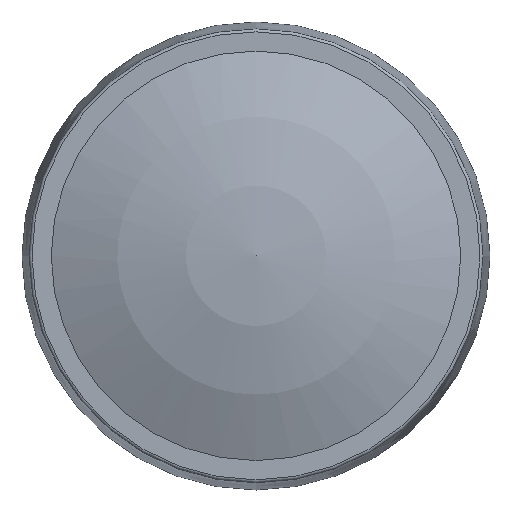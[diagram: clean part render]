
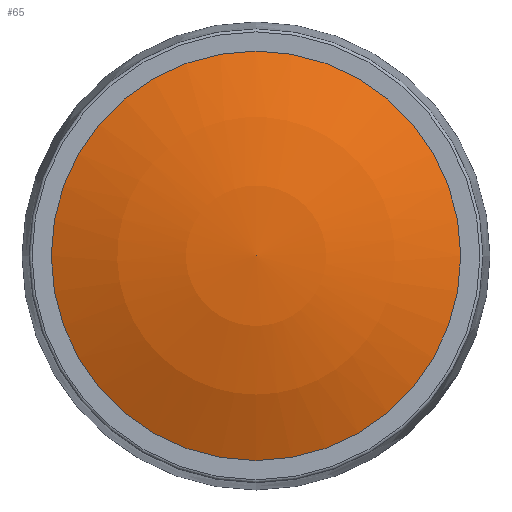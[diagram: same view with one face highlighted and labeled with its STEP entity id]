
A CAD part, top view. The second image highlights one B-rep face of the part: STEP entity #65.
In plain terms, the highlighted spherical face has radius 34.167 mm.
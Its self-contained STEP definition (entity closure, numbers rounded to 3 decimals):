
#65 = ADVANCED_FACE( '', ( #138 ), #139, .T. );
#138 = FACE_OUTER_BOUND( '', #204, .T. );
#139 = SPHERICAL_SURFACE( '', #205, 34.167 );
#204 = EDGE_LOOP( '', ( #290 ) );
#205 = AXIS2_PLACEMENT_3D( '', #291, #292, #293 );
#290 = ORIENTED_EDGE( '', *, *, #316, .T. );
#291 = CARTESIAN_POINT( '', ( 0., 0., -16.167 ) );
#292 = DIRECTION( '', ( 0., 0., 1. ) );
#293 = DIRECTION( '', ( 0., 1., 0. ) );
#316 = EDGE_CURVE( '', #355, #355, #356, .T. );
#355 = VERTEX_POINT( '', #398 );
#356 = CIRCLE( '', #399, 14. );
#398 = CARTESIAN_POINT( '', ( 0., -14., 15. ) );
#399 = AXIS2_PLACEMENT_3D( '', #443, #444, #445 );
#443 = CARTESIAN_POINT( '', ( 0., 0., 15. ) );
#444 = DIRECTION( '', ( 0., 0., 1. ) );
#445 = DIRECTION( '', ( 0., -1., 0. ) );
